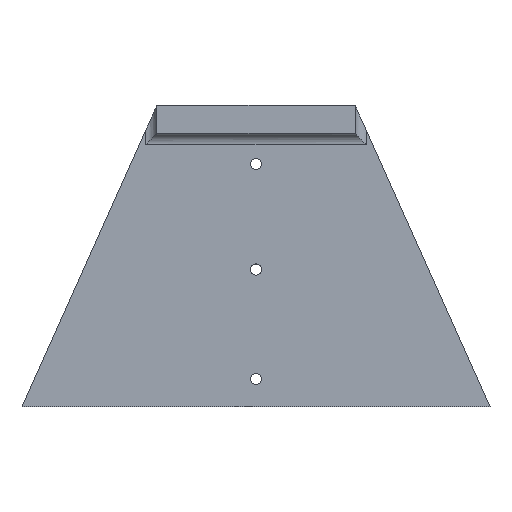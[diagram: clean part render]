
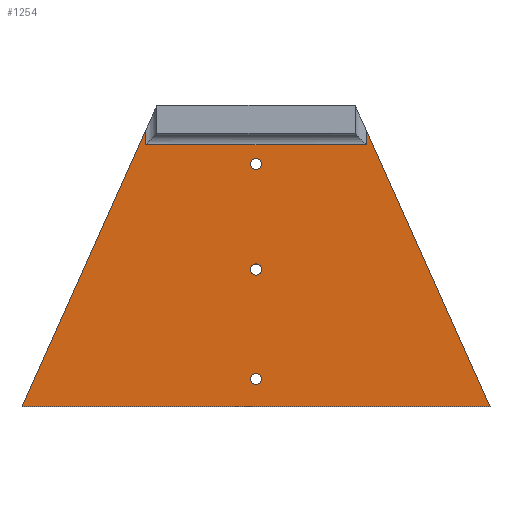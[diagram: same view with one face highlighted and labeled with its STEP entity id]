
A CAD part, top view. The second image highlights one B-rep face of the part: STEP entity #1254.
In plain terms, the highlighted planar face has unit normal (0, 0, 1).
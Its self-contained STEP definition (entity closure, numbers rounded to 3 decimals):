
#20 = EDGE_CURVE ( 'NONE', #794, #95, #960, .T. ) ;
#22 = CARTESIAN_POINT ( 'NONE',  ( 69.739, -57.956, 40.7 ) ) ;
#40 = EDGE_CURVE ( 'NONE', #1507, #979, #1231, .T. ) ;
#45 = EDGE_LOOP ( 'NONE', ( #116, #528 ) ) ;
#60 = DIRECTION ( 'NONE',  ( -1., 0., 0. ) ) ;
#63 = VECTOR ( 'NONE', #682, 1000. ) ;
#71 = ORIENTED_EDGE ( 'NONE', *, *, #1753, .T. ) ;
#83 = EDGE_LOOP ( 'NONE', ( #71, #1461, #1295, #451, #217, #1277 ) ) ;
#95 = VERTEX_POINT ( 'NONE', #1750 ) ;
#116 = ORIENTED_EDGE ( 'NONE', *, *, #1060, .T. ) ;
#122 = EDGE_CURVE ( 'NONE', #979, #271, #1621, .T. ) ;
#142 = LINE ( 'NONE', #1652, #450 ) ;
#143 = CARTESIAN_POINT ( 'NONE',  ( 22.039, 48.648, 40.7 ) ) ;
#154 = CARTESIAN_POINT ( 'NONE',  ( 26.04, 39.707, 40.7 ) ) ;
#191 = CIRCLE ( 'NONE', #360, 2. ) ;
#217 = ORIENTED_EDGE ( 'NONE', *, *, #751, .T. ) ;
#246 = CIRCLE ( 'NONE', #469, 2. ) ;
#254 = ORIENTED_EDGE ( 'NONE', *, *, #1575, .T. ) ;
#258 = DIRECTION ( 'NONE',  ( -0.408, -0.913, 0. ) ) ;
#259 = FACE_BOUND ( 'NONE', #465, .T. ) ;
#271 = VERTEX_POINT ( 'NONE', #22 ) ;
#278 = DIRECTION ( 'NONE',  ( -1., 0., 0. ) ) ;
#325 = CARTESIAN_POINT ( 'NONE',  ( -51.96, 39.711, 40.7 ) ) ;
#340 = CARTESIAN_POINT ( 'NONE',  ( -12.961, 27.831, 40.7 ) ) ;
#358 = CARTESIAN_POINT ( 'NONE',  ( -51.96, 0., 40.7 ) ) ;
#360 = AXIS2_PLACEMENT_3D ( 'NONE', #967, #833, #1550 ) ;
#409 = DIRECTION ( 'NONE',  ( -1., 0., 0. ) ) ;
#417 = DIRECTION ( 'NONE',  ( 0., 0., -1. ) ) ;
#446 = CARTESIAN_POINT ( 'NONE',  ( -95.661, -57.956, 40.7 ) ) ;
#450 = VECTOR ( 'NONE', #278, 1000. ) ;
#451 = ORIENTED_EDGE ( 'NONE', *, *, #122, .T. ) ;
#465 = EDGE_LOOP ( 'NONE', ( #1761, #896 ) ) ;
#469 = AXIS2_PLACEMENT_3D ( 'NONE', #925, #1501, #1767 ) ;
#477 = DIRECTION ( 'NONE',  ( 0., 0., -1. ) ) ;
#517 = VECTOR ( 'NONE', #1161, 1000. ) ;
#525 = CARTESIAN_POINT ( 'NONE',  ( 0., 0., 40.7 ) ) ;
#528 = ORIENTED_EDGE ( 'NONE', *, *, #1508, .T. ) ;
#533 = VERTEX_POINT ( 'NONE', #1250 ) ;
#564 = DIRECTION ( 'NONE',  ( -1., 0., 0. ) ) ;
#582 = CARTESIAN_POINT ( 'NONE',  ( -10.961, 27.831, 40.7 ) ) ;
#588 = ORIENTED_EDGE ( 'NONE', *, *, #1389, .T. ) ;
#591 = DIRECTION ( 'NONE',  ( 0., 0., -1. ) ) ;
#599 = CARTESIAN_POINT ( 'NONE',  ( -12.961, -9.464, 40.7 ) ) ;
#624 = DIRECTION ( 'NONE',  ( -1., 0., 0. ) ) ;
#665 = AXIS2_PLACEMENT_3D ( 'NONE', #599, #477, #624 ) ;
#682 = DIRECTION ( 'NONE',  ( -0.408, 0.913, 0. ) ) ;
#690 = CARTESIAN_POINT ( 'NONE',  ( -12.961, -9.464, 40.7 ) ) ;
#703 = AXIS2_PLACEMENT_3D ( 'NONE', #690, #417, #409 ) ;
#729 = DIRECTION ( 'NONE',  ( 0., 0., -1. ) ) ;
#751 = EDGE_CURVE ( 'NONE', #271, #794, #1556, .T. ) ;
#772 = VERTEX_POINT ( 'NONE', #1401 ) ;
#794 = VERTEX_POINT ( 'NONE', #154 ) ;
#795 = DIRECTION ( 'NONE',  ( 1., 0., 0. ) ) ;
#802 = FACE_BOUND ( 'NONE', #45, .T. ) ;
#833 = DIRECTION ( 'NONE',  ( 0., 0., -1. ) ) ;
#881 = LINE ( 'NONE', #358, #517 ) ;
#896 = ORIENTED_EDGE ( 'NONE', *, *, #1493, .T. ) ;
#909 = EDGE_LOOP ( 'NONE', ( #588, #254 ) ) ;
#925 = CARTESIAN_POINT ( 'NONE',  ( -12.961, -48.155, 40.7 ) ) ;
#960 = LINE ( 'NONE', #1651, #1054 ) ;
#967 = CARTESIAN_POINT ( 'NONE',  ( -12.961, -48.155, 40.7 ) ) ;
#979 = VERTEX_POINT ( 'NONE', #446 ) ;
#992 = CIRCLE ( 'NONE', #1566, 2. ) ;
#1025 = VERTEX_POINT ( 'NONE', #1394 ) ;
#1029 = VERTEX_POINT ( 'NONE', #582 ) ;
#1041 = CIRCLE ( 'NONE', #665, 2. ) ;
#1047 = CARTESIAN_POINT ( 'NONE',  ( -51.96, 34.648, 40.7 ) ) ;
#1054 = VECTOR ( 'NONE', #1199, 1000. ) ;
#1060 = EDGE_CURVE ( 'NONE', #533, #1029, #1759, .T. ) ;
#1102 = EDGE_CURVE ( 'NONE', #1192, #1507, #881, .T. ) ;
#1141 = CIRCLE ( 'NONE', #703, 2. ) ;
#1149 = VECTOR ( 'NONE', #795, 1000. ) ;
#1161 = DIRECTION ( 'NONE',  ( 0., 1., 0. ) ) ;
#1164 = VERTEX_POINT ( 'NONE', #1463 ) ;
#1192 = VERTEX_POINT ( 'NONE', #1047 ) ;
#1199 = DIRECTION ( 'NONE',  ( 0., -1., 0. ) ) ;
#1202 = FACE_BOUND ( 'NONE', #909, .T. ) ;
#1211 = PLANE ( 'NONE',  #1239 ) ;
#1231 = LINE ( 'NONE', #1500, #1695 ) ;
#1239 = AXIS2_PLACEMENT_3D ( 'NONE', #525, #1636, #1330 ) ;
#1250 = CARTESIAN_POINT ( 'NONE',  ( -14.961, 27.831, 40.7 ) ) ;
#1254 = ADVANCED_FACE ( 'NONE', ( #1624, #802, #1202, #259 ), #1211, .F. ) ;
#1277 = ORIENTED_EDGE ( 'NONE', *, *, #20, .T. ) ;
#1295 = ORIENTED_EDGE ( 'NONE', *, *, #40, .T. ) ;
#1330 = DIRECTION ( 'NONE',  ( -1., 0., 0. ) ) ;
#1389 = EDGE_CURVE ( 'NONE', #1657, #1025, #191, .T. ) ;
#1394 = CARTESIAN_POINT ( 'NONE',  ( -10.961, -48.155, 40.7 ) ) ;
#1401 = CARTESIAN_POINT ( 'NONE',  ( -10.961, -9.464, 40.7 ) ) ;
#1461 = ORIENTED_EDGE ( 'NONE', *, *, #1102, .T. ) ;
#1463 = CARTESIAN_POINT ( 'NONE',  ( -14.961, -9.464, 40.7 ) ) ;
#1493 = EDGE_CURVE ( 'NONE', #772, #1164, #1041, .T. ) ;
#1500 = CARTESIAN_POINT ( 'NONE',  ( -95.661, -57.956, 40.7 ) ) ;
#1501 = DIRECTION ( 'NONE',  ( 0., 0., -1. ) ) ;
#1507 = VERTEX_POINT ( 'NONE', #325 ) ;
#1508 = EDGE_CURVE ( 'NONE', #1029, #533, #992, .T. ) ;
#1550 = DIRECTION ( 'NONE',  ( -1., 0., 0. ) ) ;
#1556 = LINE ( 'NONE', #143, #63 ) ;
#1566 = AXIS2_PLACEMENT_3D ( 'NONE', #340, #729, #60 ) ;
#1575 = EDGE_CURVE ( 'NONE', #1025, #1657, #246, .T. ) ;
#1606 = CARTESIAN_POINT ( 'NONE',  ( -14.961, -48.155, 40.7 ) ) ;
#1617 = AXIS2_PLACEMENT_3D ( 'NONE', #1672, #591, #564 ) ;
#1621 = LINE ( 'NONE', #1743, #1149 ) ;
#1624 = FACE_OUTER_BOUND ( 'NONE', #83, .T. ) ;
#1636 = DIRECTION ( 'NONE',  ( 0., 0., -1. ) ) ;
#1651 = CARTESIAN_POINT ( 'NONE',  ( 26.04, 34.648, 40.7 ) ) ;
#1652 = CARTESIAN_POINT ( 'NONE',  ( -47.96, 34.648, 40.7 ) ) ;
#1657 = VERTEX_POINT ( 'NONE', #1606 ) ;
#1672 = CARTESIAN_POINT ( 'NONE',  ( -12.961, 27.831, 40.7 ) ) ;
#1695 = VECTOR ( 'NONE', #258, 1000. ) ;
#1743 = CARTESIAN_POINT ( 'NONE',  ( 69.739, -57.956, 40.7 ) ) ;
#1750 = CARTESIAN_POINT ( 'NONE',  ( 26.04, 34.648, 40.7 ) ) ;
#1753 = EDGE_CURVE ( 'NONE', #95, #1192, #142, .T. ) ;
#1755 = EDGE_CURVE ( 'NONE', #1164, #772, #1141, .T. ) ;
#1759 = CIRCLE ( 'NONE', #1617, 2. ) ;
#1761 = ORIENTED_EDGE ( 'NONE', *, *, #1755, .T. ) ;
#1767 = DIRECTION ( 'NONE',  ( -1., 0., 0. ) ) ;
